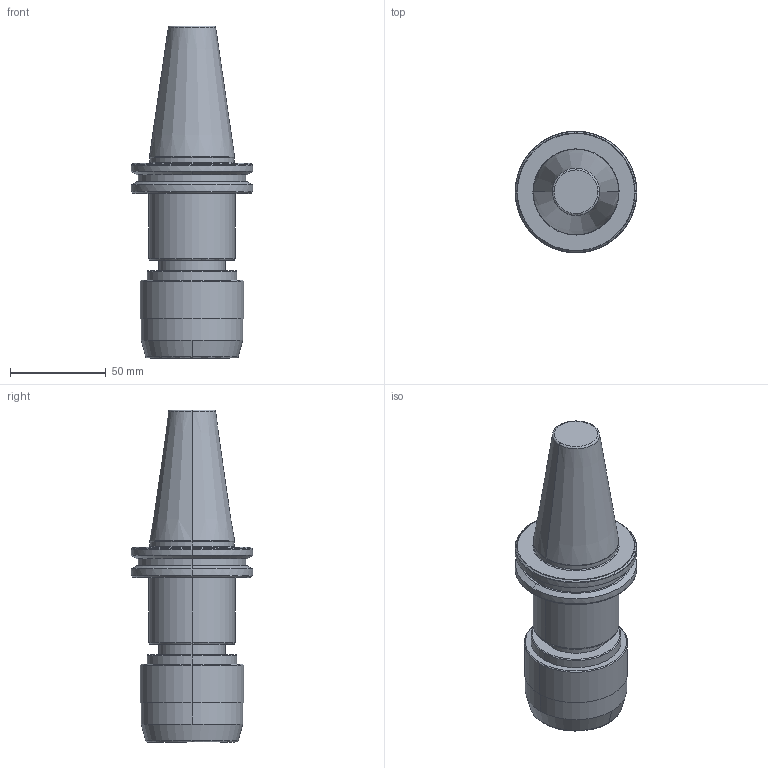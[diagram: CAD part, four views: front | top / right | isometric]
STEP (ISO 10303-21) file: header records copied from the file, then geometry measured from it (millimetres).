
FILE_DESCRIPTION (( 'STEP AP203' ), '1' );
FILE_NAME ('SK 40 C20 105 AD-6.3G15000 SL.STEP', '2019-05-04T03:10:10', ( '' ), ( '' ), 'SwSTEP 2.0', 'SolidWorks 2014', '' );
FILE_SCHEMA (( 'CONFIG_CONTROL_DESIGN' ));
Length unit declared in the file: millimetre
Products named in the file (1): SK 40 C20 105 AD-6.3G15000 SL
Bounding box: 63.5 x 63.5 x 173.4 mm (x, y, z)
Volume: 275651.3 mm3; surface area: 32059.7 mm2
Topology: 1 solids, 1 shells, 82 faces, 194 edges, 122 vertices
Faces by surface type: bspline 20, cylinder 18, cone 18, torus 16, plane 10
Entity records: 3289 total; most frequent: CARTESIAN_POINT 1371, DIRECTION 402, ORIENTED_EDGE 388, EDGE_CURVE 194, AXIS2_PLACEMENT_3D 183, VERTEX_POINT 122, CIRCLE 120, EDGE_LOOP 90
